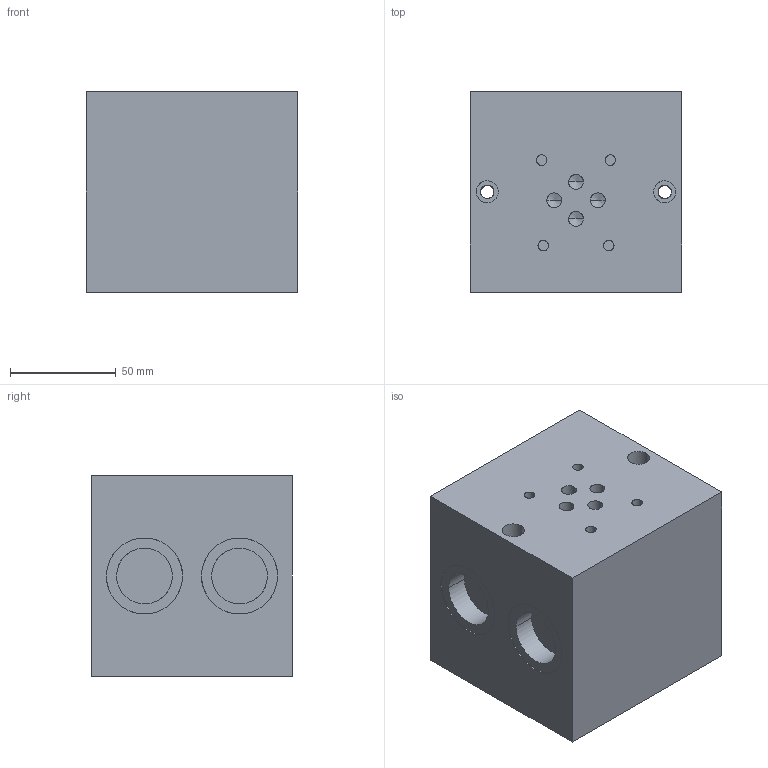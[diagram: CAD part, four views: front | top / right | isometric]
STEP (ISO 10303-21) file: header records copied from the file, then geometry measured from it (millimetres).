
FILE_DESCRIPTION(/* description */ (''),/* implementation_level */ '2;1');
FILE_NAME(/* name */ 'em253_1_y',/* time_stamp */ '2013-03-18T12:13:59+01:00',/* author */ (''),/* organization */ (''),/* preprocessor_version */ 'ST-DEVELOPER v10',/* originating_system */ '',/* authorisation */ '');
FILE_SCHEMA (('CONFIG_CONTROL_DESIGN'));
Length unit declared in the file: millimetre
Products named in the file (1): 1
Bounding box: 100 x 95 x 95 mm (x, y, z)
Volume: 851587.8 mm3; surface area: 69841.9 mm2
Topology: 1 solids, 1 shells, 130 faces, 352 edges, 236 vertices
Faces by surface type: bspline 84, plane 46
Entity records: 4320 total; most frequent: CARTESIAN_POINT 2252, ORIENTED_EDGE 672, EDGE_CURVE 336, VERTEX_POINT 236, EDGE_LOOP 162, B_SPLINE_CURVE_WITH_KNOTS 140, ADVANCED_FACE 130, FACE_OUTER_BOUND 130
